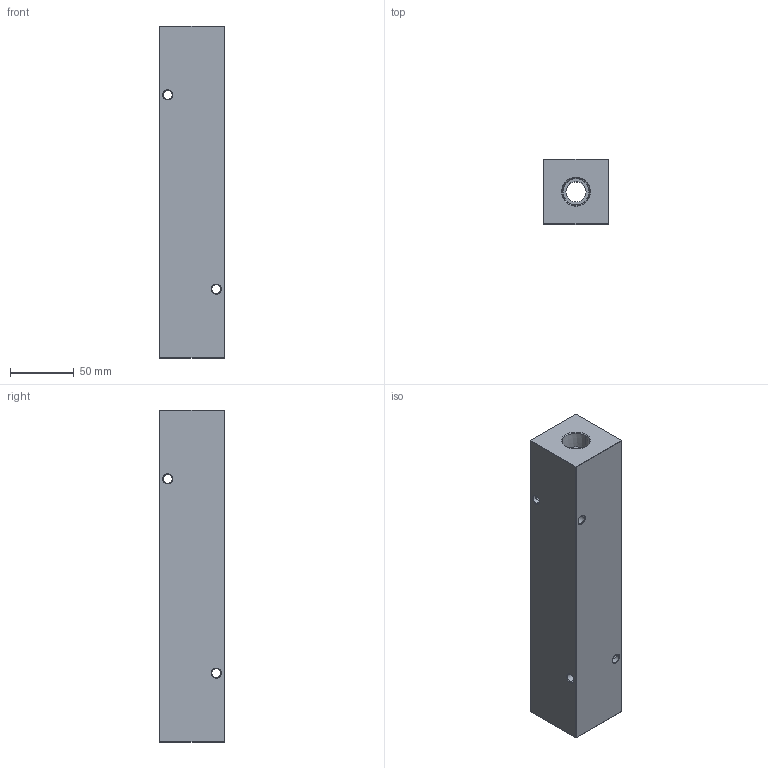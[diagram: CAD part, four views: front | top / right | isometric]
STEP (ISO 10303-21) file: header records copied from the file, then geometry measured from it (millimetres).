
FILE_DESCRIPTION (( 'STEP AP214' ), '1' );
FILE_NAME ('HM-5-0-P-8-4.STEP', '2020-02-28T17:57:31', ( '' ), ( '' ), 'SwSTEP 2.0', 'SolidWorks 2019', '' );
FILE_SCHEMA (( 'AUTOMOTIVE_DESIGN' ));
Length unit declared in the file: inch
Products named in the file (1): HM-5-0-P-8-4
Bounding box: 50.8 x 50.8 x 260.35 mm (x, y, z)
Volume: 597693.3 mm3; surface area: 77171.3 mm2
Topology: 1 solids, 1 shells, 490 faces, 1277 edges, 832 vertices
Faces by surface type: plane 244, bspline 184, cone 34, cylinder 28
Entity records: 30331 total; most frequent: CARTESIAN_POINT 13386, ORIENTED_EDGE 2554, DIRECTION 1583, EDGE_CURVE 1277, VERTEX_POINT 832, VECTOR 797, LINE 797, EDGE_LOOP 557
